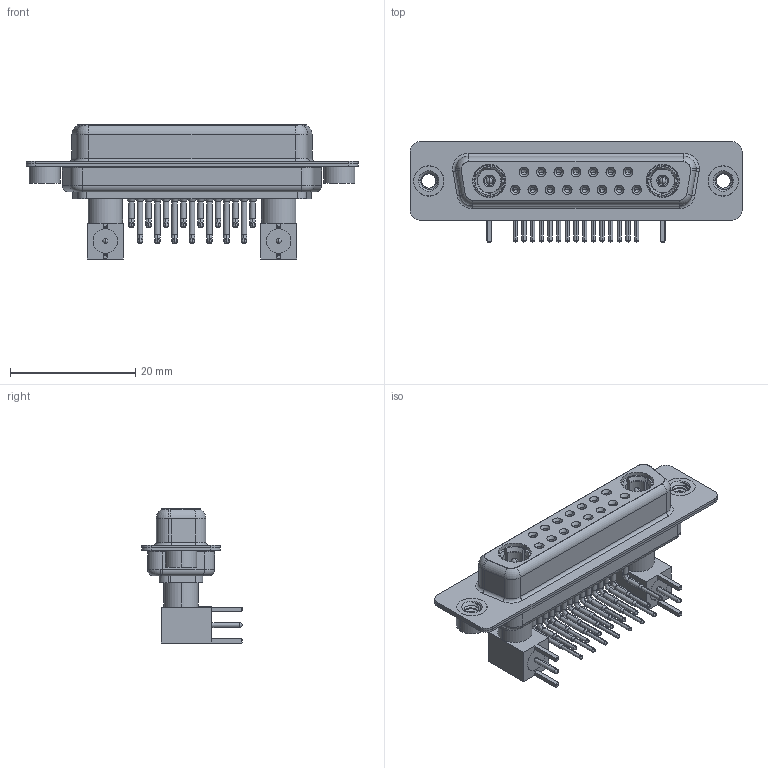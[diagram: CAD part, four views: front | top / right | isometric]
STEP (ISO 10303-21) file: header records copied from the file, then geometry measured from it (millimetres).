
FILE_DESCRIPTION (( 'STEP AP203' ), '1' );
FILE_NAME ('630-17W2640-5T2.STEP', '2022-06-02T15:49:44', ( '' ), ( '' ), 'SwSTEP 2.0', 'SolidWorks 2020', '' );
FILE_SCHEMA (( 'CONFIG_CONTROL_DESIGN' ));
Length unit declared in the file: millimetre
Products named in the file (15): 630Combo Housing_17W2; Insulator RA Pin; Pin_RA; RA Back Shell; 630Combo Contact Row 2; Co-Ax Plug_RA PC Tail; 630Combo Shell Rear_25 Contacts; 630-17W2640-5T2; Locking Collar; 630Combo Contact Row 1; 630Combo Shell Front_25 Contacts; Co-Ax Plug Assy_RA; 630Combo Threaded Rivet_2; Insulator Pin_Straight PC Tail
Assembly tree (34 placements, depth 3):
  630-17W2640-5T2
    630Combo Housing_17W2
    630Combo Shell Front_25 Contacts
    630Combo Shell Rear_25 Contacts
    630Combo Threaded Rivet_2  x2
    Co-Ax Plug Assy_RA
      Co-Ax Plug_RA PC Tail
      Insulator Pin_Straight PC Tail
      Pin_RA
      Locking Collar
      RA Back Shell
      Insulator RA Pin
    Co-Ax Plug Assy_RA
      Co-Ax Plug_RA PC Tail
      Insulator Pin_Straight PC Tail
      Pin_RA
      Locking Collar
      RA Back Shell
      Insulator RA Pin
    630Combo Contact Row 1  x7
    630Combo Contact Row 2  x8
Bounding box: 53.05 x 16 x 21.41 mm (x, y, z)
Volume: 4356.7 mm3; surface area: 10420.1 mm2
Topology: 32 solids, 32 shells, 1410 faces, 3512 edges, 2204 vertices
Faces by surface type: cylinder 612, plane 426, cone 227, torus 69, bspline 68, sphere 8
Entity records: 24218 total; most frequent: CARTESIAN_POINT 5468, DIRECTION 3794, ORIENTED_EDGE 3262, EDGE_CURVE 1631, AXIS2_PLACEMENT_3D 1561, VERTEX_POINT 1036, CIRCLE 840, EDGE_LOOP 825
